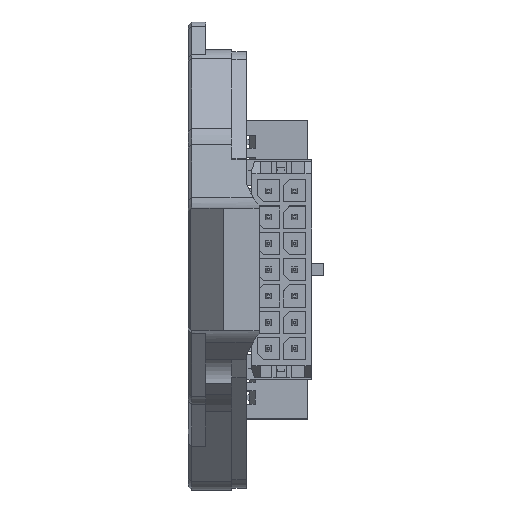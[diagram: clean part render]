
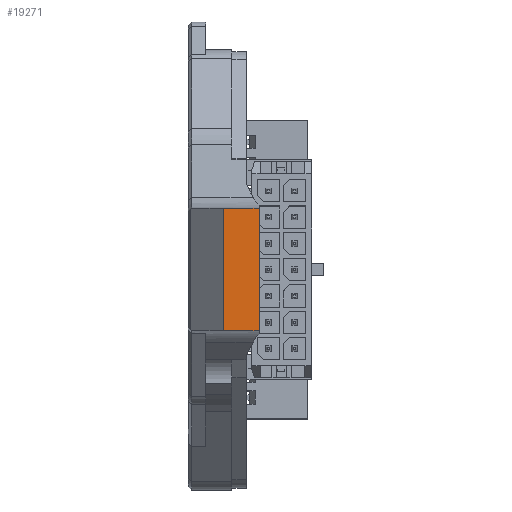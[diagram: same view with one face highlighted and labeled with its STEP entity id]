
A CAD part, top view. The second image highlights one B-rep face of the part: STEP entity #19271.
In plain terms, the highlighted face is planar.
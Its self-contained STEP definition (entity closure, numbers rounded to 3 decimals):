
#1569=FACE_OUTER_BOUND('',#2718,.T.);
#2718=EDGE_LOOP('',(#17104,#17105,#17106,#17107));
#5045=LINE('',#30650,#7460);
#5047=LINE('',#30654,#7462);
#5055=LINE('',#30669,#7470);
#5069=LINE('',#30701,#7484);
#7460=VECTOR('',#25252,10.);
#7462=VECTOR('',#25256,10.);
#7470=VECTOR('',#25266,10.);
#7484=VECTOR('',#25304,10.);
#9166=VERTEX_POINT('',#30647);
#9167=VERTEX_POINT('',#30649);
#9168=VERTEX_POINT('',#30653);
#9174=VERTEX_POINT('',#30667);
#11739=EDGE_CURVE('',#9166,#9167,#5045,.T.);
#11741=EDGE_CURVE('',#9168,#9167,#5047,.T.);
#11749=EDGE_CURVE('',#9174,#9166,#5055,.T.);
#11765=EDGE_CURVE('',#9168,#9174,#5069,.T.);
#17104=ORIENTED_EDGE('',*,*,#11739,.F.);
#17105=ORIENTED_EDGE('',*,*,#11749,.F.);
#17106=ORIENTED_EDGE('',*,*,#11765,.F.);
#17107=ORIENTED_EDGE('',*,*,#11741,.T.);
#18019=PLANE('',#20579);
#19271=ADVANCED_FACE('',(#1569),#18019,.T.);
#20579=AXIS2_PLACEMENT_3D('',#30877,#25511,#25512);
#25252=DIRECTION('',(1.,0.,0.));
#25256=DIRECTION('',(0.,0.,-1.));
#25266=DIRECTION('',(0.,0.,-1.));
#25304=DIRECTION('',(-1.,0.,0.));
#25511=DIRECTION('center_axis',(0.,1.,0.));
#25512=DIRECTION('ref_axis',(1.,0.,0.));
#30647=CARTESIAN_POINT('',(-7.,31.2,-1.));
#30649=CARTESIAN_POINT('',(7.,31.2,-1.));
#30650=CARTESIAN_POINT('',(-3.5,31.2,-1.));
#30653=CARTESIAN_POINT('',(7.,31.2,3.1));
#30654=CARTESIAN_POINT('',(7.,31.2,0.));
#30667=CARTESIAN_POINT('',(-7.,31.2,3.1));
#30669=CARTESIAN_POINT('',(-7.,31.2,0.));
#30701=CARTESIAN_POINT('',(3.5,31.2,3.1));
#30877=CARTESIAN_POINT('Origin',(-7.,31.2,0.));
